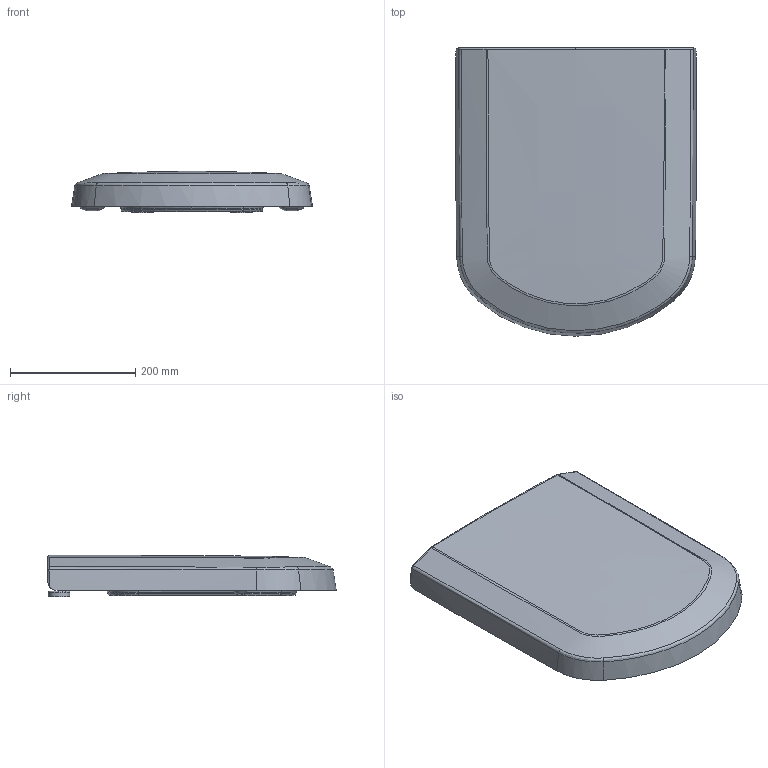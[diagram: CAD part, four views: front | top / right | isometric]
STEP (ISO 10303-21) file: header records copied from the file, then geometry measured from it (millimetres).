
FILE_DESCRIPTION(/* description */ (''),/* implementation_level */ '2;1');
FILE_NAME(/* name */ '98M8S1_WCS.stp',/* time_stamp */ '2021-10-25T11:26:08+02:00',/* author */ (''),/* organization */ (''),/* preprocessor_version */ 'ST-DEVELOPER v18.1',/* originating_system */ 'SIEMENS PLM Software NX 1973',/* authorisation */ '');
FILE_SCHEMA (('AUTOMOTIVE_DESIGN { 1 0 10303 214 3 1 1 1 }'));
Length unit declared in the file: millimetre
Products named in the file (1): Muel5264DB37ix2b
Bounding box: 384.24 x 459.89 x 65.85 mm (x, y, z)
Volume: 2031121.8 mm3; surface area: 665476.6 mm2
Topology: 8 solids, 8 shells, 495 faces, 1181 edges, 692 vertices
Faces by surface type: bspline 278, cylinder 69, plane 57, cone 42, torus 36, sphere 8, revolution 3, extrusion 2
Full cylindrical faces by diameter (mm): 8 x2, 8.2 x4, 27.528 x2, 33 x2, 34.6 x2
Entity records: 58810 total; most frequent: CARTESIAN_POINT 49774, ORIENTED_EDGE 2234, DIRECTION 1250, EDGE_CURVE 1117, VERTEX_POINT 669, B_SPLINE_CURVE_WITH_KNOTS 553, AXIS2_PLACEMENT_3D 551, EDGE_LOOP 532
